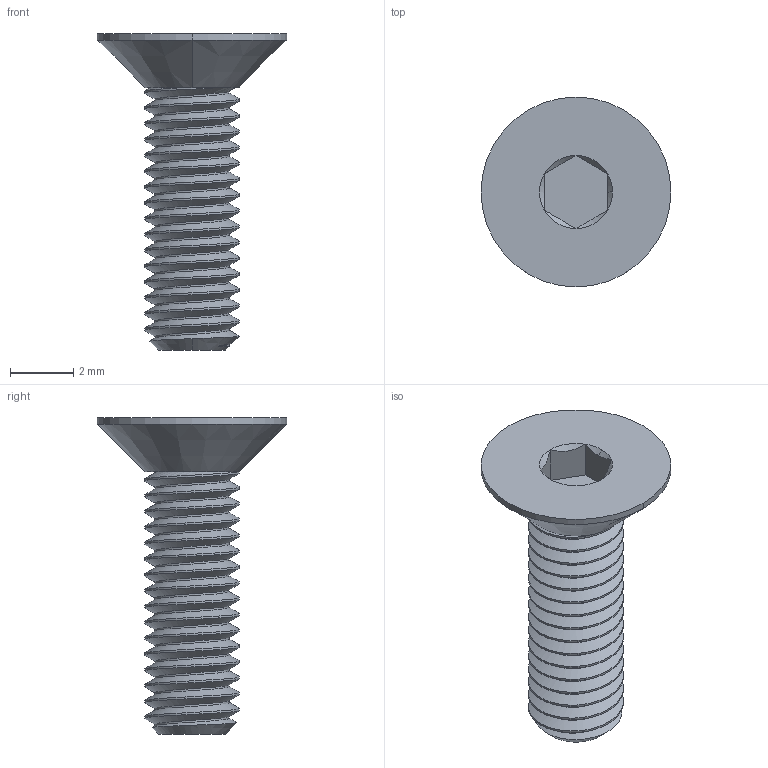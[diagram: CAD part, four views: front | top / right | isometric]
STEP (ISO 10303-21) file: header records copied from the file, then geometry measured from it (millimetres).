
FILE_DESCRIPTION (( 'STEP AP214' ), '1' );
FILE_NAME ('Flat Head Screw M3 x 10mm 91294A130.STEP', '2023-02-25T15:47:56', ( '' ), ( '' ), 'SwSTEP 2.0', 'SolidWorks 2023', '' );
FILE_SCHEMA (( 'AUTOMOTIVE_DESIGN' ));
Length unit declared in the file: millimetre
Products named in the file (1): Flat Head Screw M3 x 10mm 91294A130_91294A130
Bounding box: 6 x 6 x 10 mm (x, y, z)
Volume: 73 mm3; surface area: 207 mm2
Topology: 2 solids, 2 shells, 60 faces, 151 edges, 96 vertices
Faces by surface type: cylinder 35, cone 11, plane 11, bspline 3
Entity records: 3738 total; most frequent: CARTESIAN_POINT 2496, ORIENTED_EDGE 302, DIRECTION 203, EDGE_CURVE 151, VERTEX_POINT 96, AXIS2_PLACEMENT_3D 76, EDGE_LOOP 61, ADVANCED_FACE 60
